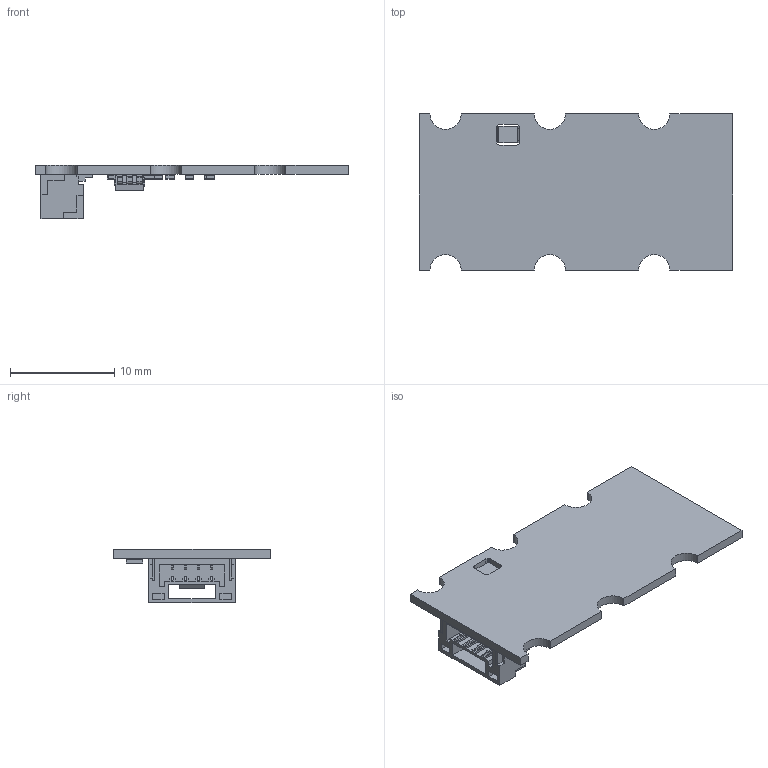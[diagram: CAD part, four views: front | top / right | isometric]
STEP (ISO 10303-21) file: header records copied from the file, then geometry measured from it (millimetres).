
FILE_DESCRIPTION(('KiCad electronic assembly'),'2;1');
FILE_NAME('TFCO201.step','2023-10-01T20:37:33',('Pcbnew'),('Kicad'), 'Open CASCADE STEP processor 7.6','KiCad to STEP converter','Unknown' );
FILE_SCHEMA(('AUTOMOTIVE_DESIGN { 1 0 10303 214 1 1 1 1 }'));
Length unit declared in the file: millimetre
Products named in the file (14): TFCO201 1; LED_1206_3216Metric; SOLID; R_0603_1608Metric; D_SOD-523; JST_GH_SM04B-GHS-TB_1x04-1MP_P1.25mm_Horizontal; R_0805_2012Metric; SOT-23-5; tmpbr3c8svp PCB
Assembly tree (18 placements, depth 3):
  TFCO201 1
    LED_1206_3216Metric
      SOLID
    R_0603_1608Metric  x6
      SOLID
    D_SOD-523
      SOLID
    JST_GH_SM04B-GHS-TB_1x04-1MP_P1.25mm_Horizontal
      SOLID
    R_0805_2012Metric
      SOLID
    SOT-23-5
      SOLID
    tmpbr3c8svp PCB
Bounding box: 30 x 15 x 5.17 mm (x, y, z)
Volume: 468.8 mm3; surface area: 1321 mm2
Topology: 12 solids, 12 shells, 609 faces, 1625 edges, 1050 vertices
Faces by surface type: plane 480, cylinder 90, bspline 39
Entity records: 34917 total; most frequent: CARTESIAN_POINT 5897, DIRECTION 4688, LINE 3526, VECTOR 3526, ORIENTED_EDGE 2570, PCURVE 2570, DEFINITIONAL_REPRESENTATION 2570, EDGE_CURVE 1285
